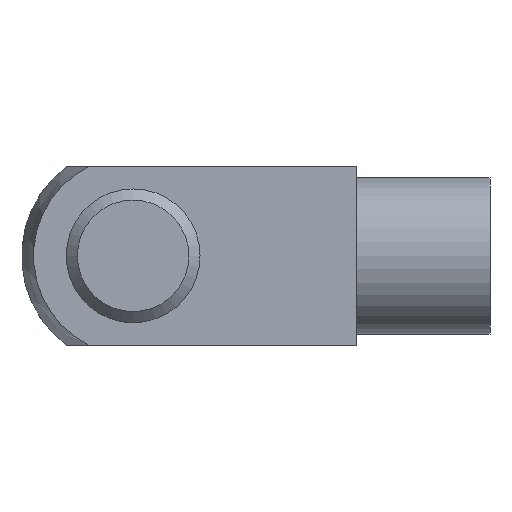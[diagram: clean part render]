
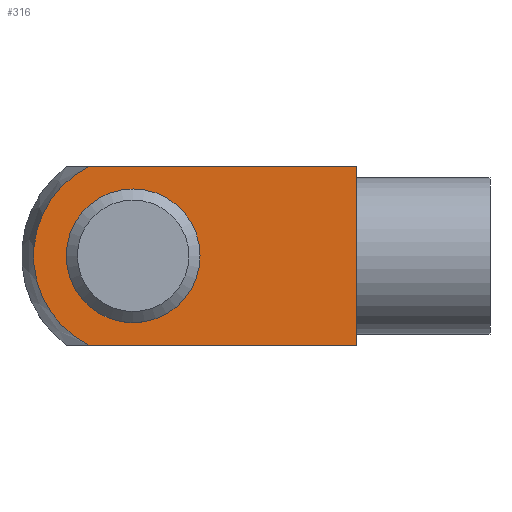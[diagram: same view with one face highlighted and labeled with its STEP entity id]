
A CAD part, top view. The second image highlights one B-rep face of the part: STEP entity #316.
In plain terms, the highlighted planar face has unit normal (0, 0, 1).
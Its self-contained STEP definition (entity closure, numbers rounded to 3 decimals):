
#25=LINE('',#552,#41);
#26=LINE('',#554,#42);
#27=LINE('',#555,#43);
#41=VECTOR('',#454,10.);
#42=VECTOR('',#455,10.);
#43=VECTOR('',#456,10.);
#56=PLANE('',#374);
#78=FACE_BOUND('',#130,.T.);
#97=FACE_OUTER_BOUND('',#129,.T.);
#129=EDGE_LOOP('',(#260,#261,#262,#263));
#130=EDGE_LOOP('',(#264));
#144=CIRCLE('',#352,6.);
#153=CIRCLE('',#369,8.928);
#161=VERTEX_POINT('',#490);
#174=VERTEX_POINT('',#523);
#176=VERTEX_POINT('',#529);
#181=VERTEX_POINT('',#551);
#182=VERTEX_POINT('',#553);
#190=EDGE_CURVE('',#161,#161,#144,.T.);
#205=EDGE_CURVE('',#174,#176,#153,.T.);
#212=EDGE_CURVE('',#176,#181,#25,.T.);
#213=EDGE_CURVE('',#181,#182,#26,.T.);
#214=EDGE_CURVE('',#182,#174,#27,.T.);
#260=ORIENTED_EDGE('',*,*,#205,.T.);
#261=ORIENTED_EDGE('',*,*,#212,.T.);
#262=ORIENTED_EDGE('',*,*,#213,.T.);
#263=ORIENTED_EDGE('',*,*,#214,.T.);
#264=ORIENTED_EDGE('',*,*,#190,.T.);
#316=ADVANCED_FACE('',(#97,#78),#56,.T.);
#352=AXIS2_PLACEMENT_3D('',#491,#402,#403);
#369=AXIS2_PLACEMENT_3D('',#533,#440,#441);
#374=AXIS2_PLACEMENT_3D('',#550,#452,#453);
#402=DIRECTION('center_axis',(0.,0.,-1.));
#403=DIRECTION('ref_axis',(1.,0.,0.));
#440=DIRECTION('center_axis',(0.,0.,1.));
#441=DIRECTION('ref_axis',(0.,1.,0.));
#452=DIRECTION('center_axis',(0.,0.,1.));
#453=DIRECTION('ref_axis',(1.,0.,0.));
#454=DIRECTION('',(1.,0.,0.));
#455=DIRECTION('',(0.,1.,0.));
#456=DIRECTION('',(-1.,0.,0.));
#490=CARTESIAN_POINT('',(6.,0.,8.));
#491=CARTESIAN_POINT('Origin',(0.,0.,8.));
#523=CARTESIAN_POINT('',(-3.964,8.,8.));
#529=CARTESIAN_POINT('',(-3.964,-8.,8.));
#533=CARTESIAN_POINT('Origin',(0.,0.,8.));
#550=CARTESIAN_POINT('Origin',(20.,0.,8.));
#551=CARTESIAN_POINT('',(20.,-8.,8.));
#552=CARTESIAN_POINT('',(-10.,-8.,8.));
#553=CARTESIAN_POINT('',(20.,8.,8.));
#554=CARTESIAN_POINT('',(20.,0.,8.));
#555=CARTESIAN_POINT('',(-10.,8.,8.));
